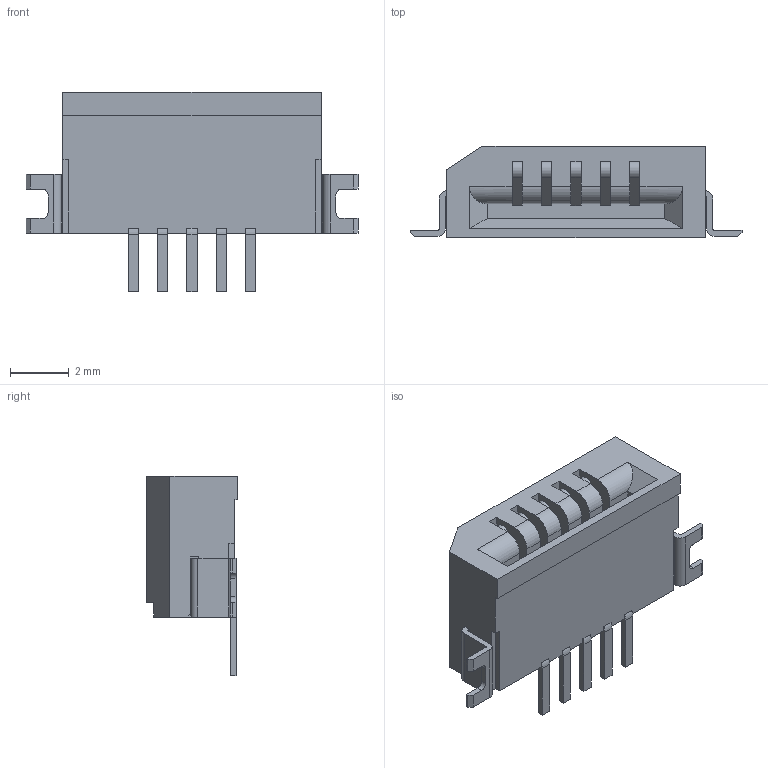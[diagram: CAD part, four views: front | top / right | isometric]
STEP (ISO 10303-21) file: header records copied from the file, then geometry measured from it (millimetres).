
FILE_DESCRIPTION((''),'2;1');
FILE_NAME('527930570','2016-06-08T',('gsharma'),(''),'PRO/ENGINEER BY PARAMETRIC TECHNOLOGY CORPORATION, 2012310','PRO/ENGINEER BY PARAMETRIC TECHNOLOGY CORPORATION, 2012310','');
FILE_SCHEMA(('CONFIG_CONTROL_DESIGN'));
Length unit declared in the file: millimetre
Products named in the file (1): 527930570
Bounding box: 11.3 x 3.1 x 6.8 mm (x, y, z)
Volume: 109.3 mm3; surface area: 274.3 mm2
Topology: 1 solids, 1 shells, 197 faces, 580 edges, 386 vertices
Faces by surface type: plane 159, cylinder 38
Entity records: 6478 total; most frequent: CARTESIAN_POINT 1153, ORIENTED_EDGE 1104, DIRECTION 1050, EDGE_CURVE 552, VECTOR 504, LINE 504, VERTEX_POINT 358, AXIS2_PLACEMENT_3D 273
